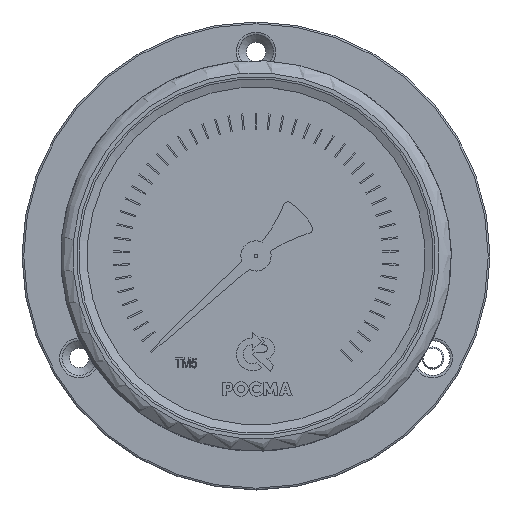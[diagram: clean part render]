
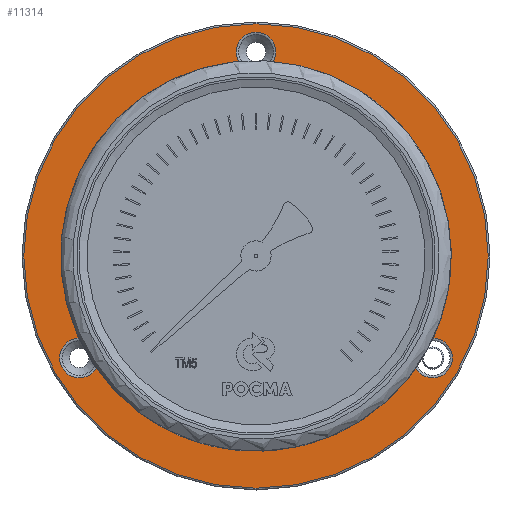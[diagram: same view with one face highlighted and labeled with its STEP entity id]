
A CAD part, top view. The second image highlights one B-rep face of the part: STEP entity #11314.
In plain terms, the highlighted planar face has unit normal (0, 0, 1).
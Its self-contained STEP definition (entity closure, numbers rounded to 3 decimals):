
#169=FACE_BOUND('',#2060,.T.);
#170=FACE_BOUND('',#2061,.T.);
#171=FACE_BOUND('',#2062,.T.);
#172=FACE_BOUND('',#2063,.T.);
#664=PLANE('',#12279);
#1352=FACE_OUTER_BOUND('',#2059,.T.);
#2059=EDGE_LOOP('',(#10566,#10567));
#2060=EDGE_LOOP('',(#10568,#10569));
#2061=EDGE_LOOP('',(#10570,#10571));
#2062=EDGE_LOOP('',(#10572,#10573));
#2063=EDGE_LOOP('',(#10574,#10575));
#4732=CIRCLE('',#12277,51.131);
#4733=CIRCLE('',#12278,51.131);
#4734=CIRCLE('',#12280,66.);
#4735=CIRCLE('',#12281,66.);
#4736=CIRCLE('',#12282,5.614);
#4737=CIRCLE('',#12283,5.614);
#4738=CIRCLE('',#12284,5.614);
#4739=CIRCLE('',#12285,5.614);
#4740=CIRCLE('',#12286,5.614);
#4741=CIRCLE('',#12287,5.614);
#5822=VERTEX_POINT('',#19381);
#5823=VERTEX_POINT('',#19383);
#5824=VERTEX_POINT('',#19387);
#5825=VERTEX_POINT('',#19388);
#5826=VERTEX_POINT('',#19391);
#5827=VERTEX_POINT('',#19392);
#5828=VERTEX_POINT('',#19395);
#5829=VERTEX_POINT('',#19396);
#5830=VERTEX_POINT('',#19399);
#5831=VERTEX_POINT('',#19400);
#7413=EDGE_CURVE('',#5822,#5823,#4732,.T.);
#7414=EDGE_CURVE('',#5823,#5822,#4733,.T.);
#7415=EDGE_CURVE('',#5824,#5825,#4734,.T.);
#7416=EDGE_CURVE('',#5825,#5824,#4735,.T.);
#7417=EDGE_CURVE('',#5826,#5827,#4736,.T.);
#7418=EDGE_CURVE('',#5827,#5826,#4737,.T.);
#7419=EDGE_CURVE('',#5828,#5829,#4738,.T.);
#7420=EDGE_CURVE('',#5829,#5828,#4739,.T.);
#7421=EDGE_CURVE('',#5830,#5831,#4740,.T.);
#7422=EDGE_CURVE('',#5831,#5830,#4741,.T.);
#10566=ORIENTED_EDGE('',*,*,#7415,.T.);
#10567=ORIENTED_EDGE('',*,*,#7416,.T.);
#10568=ORIENTED_EDGE('',*,*,#7417,.T.);
#10569=ORIENTED_EDGE('',*,*,#7418,.T.);
#10570=ORIENTED_EDGE('',*,*,#7419,.T.);
#10571=ORIENTED_EDGE('',*,*,#7420,.T.);
#10572=ORIENTED_EDGE('',*,*,#7421,.T.);
#10573=ORIENTED_EDGE('',*,*,#7422,.T.);
#10574=ORIENTED_EDGE('',*,*,#7414,.F.);
#10575=ORIENTED_EDGE('',*,*,#7413,.F.);
#11314=ADVANCED_FACE('',(#1352,#169,#170,#171,#172),#664,.F.);
#12277=AXIS2_PLACEMENT_3D('',#19384,#15292,#15293);
#12278=AXIS2_PLACEMENT_3D('',#19385,#15294,#15295);
#12279=AXIS2_PLACEMENT_3D('',#19386,#15296,#15297);
#12280=AXIS2_PLACEMENT_3D('',#19389,#15298,#15299);
#12281=AXIS2_PLACEMENT_3D('',#19390,#15300,#15301);
#12282=AXIS2_PLACEMENT_3D('',#19393,#15302,#15303);
#12283=AXIS2_PLACEMENT_3D('',#19394,#15304,#15305);
#12284=AXIS2_PLACEMENT_3D('',#19397,#15306,#15307);
#12285=AXIS2_PLACEMENT_3D('',#19398,#15308,#15309);
#12286=AXIS2_PLACEMENT_3D('',#19401,#15310,#15311);
#12287=AXIS2_PLACEMENT_3D('',#19402,#15312,#15313);
#15292=DIRECTION('center_axis',(0.,0.,1.));
#15293=DIRECTION('ref_axis',(0.,-1.,0.));
#15294=DIRECTION('center_axis',(0.,0.,1.));
#15295=DIRECTION('ref_axis',(0.,-1.,0.));
#15296=DIRECTION('center_axis',(0.,0.,-1.));
#15297=DIRECTION('ref_axis',(0.,1.,0.));
#15298=DIRECTION('center_axis',(0.,0.,1.));
#15299=DIRECTION('ref_axis',(0.,-1.,0.));
#15300=DIRECTION('center_axis',(0.,0.,1.));
#15301=DIRECTION('ref_axis',(0.,-1.,0.));
#15302=DIRECTION('center_axis',(0.,0.,-1.));
#15303=DIRECTION('ref_axis',(0.,1.,0.));
#15304=DIRECTION('center_axis',(0.,0.,-1.));
#15305=DIRECTION('ref_axis',(0.,1.,0.));
#15306=DIRECTION('center_axis',(0.,0.,-1.));
#15307=DIRECTION('ref_axis',(0.,1.,0.));
#15308=DIRECTION('center_axis',(0.,0.,-1.));
#15309=DIRECTION('ref_axis',(0.,1.,0.));
#15310=DIRECTION('center_axis',(0.,0.,-1.));
#15311=DIRECTION('ref_axis',(0.,1.,0.));
#15312=DIRECTION('center_axis',(0.,0.,-1.));
#15313=DIRECTION('ref_axis',(0.,1.,0.));
#19381=CARTESIAN_POINT('',(-3.663,71.191,102.4));
#19383=CARTESIAN_POINT('',(-3.663,-31.072,102.4));
#19384=CARTESIAN_POINT('Origin',(-3.663,20.059,102.4));
#19385=CARTESIAN_POINT('Origin',(-3.663,20.059,102.4));
#19386=CARTESIAN_POINT('Origin',(-69.663,20.059,102.4));
#19387=CARTESIAN_POINT('',(-3.663,-45.941,102.4));
#19388=CARTESIAN_POINT('',(-3.663,86.059,102.4));
#19389=CARTESIAN_POINT('Origin',(-3.663,20.059,102.4));
#19390=CARTESIAN_POINT('Origin',(-3.663,20.059,102.4));
#19391=CARTESIAN_POINT('',(46.566,-3.326,102.4));
#19392=CARTESIAN_POINT('',(46.566,-14.555,102.4));
#19393=CARTESIAN_POINT('Origin',(46.566,-8.941,102.4));
#19394=CARTESIAN_POINT('Origin',(46.566,-8.941,102.4));
#19395=CARTESIAN_POINT('',(-53.893,-3.326,102.4));
#19396=CARTESIAN_POINT('',(-53.893,-14.555,102.4));
#19397=CARTESIAN_POINT('Origin',(-53.893,-8.941,102.4));
#19398=CARTESIAN_POINT('Origin',(-53.893,-8.941,102.4));
#19399=CARTESIAN_POINT('',(-3.663,83.674,102.4));
#19400=CARTESIAN_POINT('',(-3.663,72.445,102.4));
#19401=CARTESIAN_POINT('Origin',(-3.663,78.059,102.4));
#19402=CARTESIAN_POINT('Origin',(-3.663,78.059,102.4));
